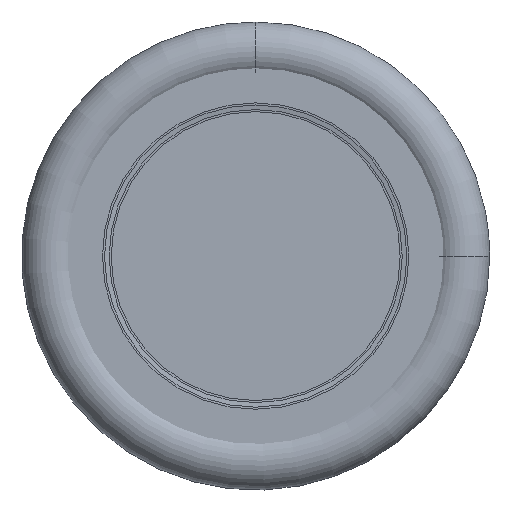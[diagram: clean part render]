
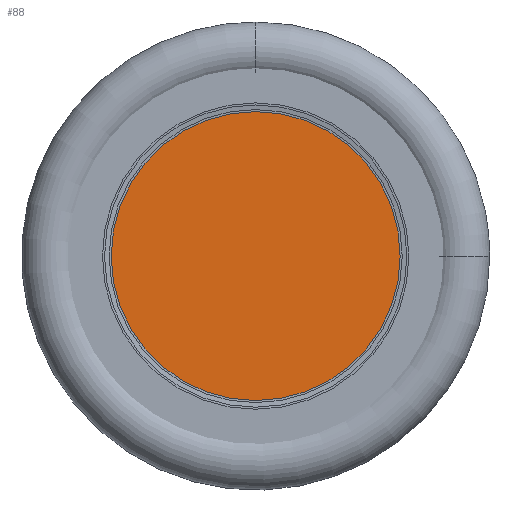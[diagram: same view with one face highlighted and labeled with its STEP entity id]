
A CAD part, left-side view. The second image highlights one B-rep face of the part: STEP entity #88.
In plain terms, the highlighted planar face has unit normal (-1, 0, 0).
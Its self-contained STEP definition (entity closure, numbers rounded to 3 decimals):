
#52=FACE_OUTER_BOUND('',#168,.T.);
#57=PLANE('',#317);
#88=ADVANCED_FACE('',(#52),#57,.F.);
#168=EDGE_LOOP('',(#210));
#210=ORIENTED_EDGE('',*,*,#258,.T.);
#237=VERTEX_POINT('',#463);
#258=EDGE_CURVE('',#237,#237,#279,.T.);
#279=CIRCLE('',#315,24.691);
#315=AXIS2_PLACEMENT_3D('',#462,#389,#390);
#317=AXIS2_PLACEMENT_3D('',#465,#393,#394);
#389=DIRECTION('',(-1.,0.,0.));
#390=DIRECTION('',(0.,0.,1.));
#393=DIRECTION('',(1.,0.,0.));
#394=DIRECTION('',(0.,0.,-1.));
#462=CARTESIAN_POINT('',(1.152,0.,0.));
#463=CARTESIAN_POINT('',(1.152,0.,24.691));
#465=CARTESIAN_POINT('',(1.152,24.691,0.));
